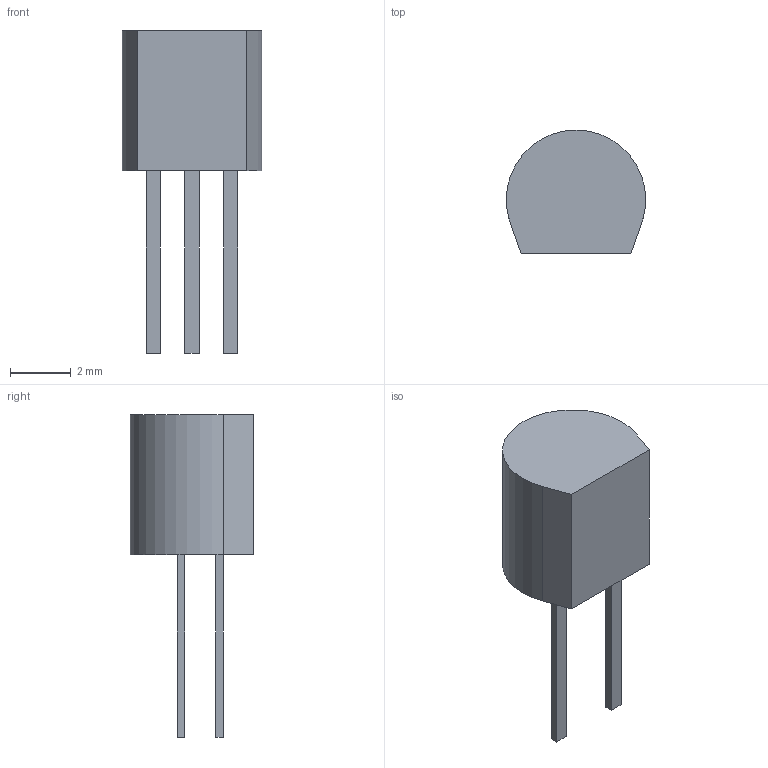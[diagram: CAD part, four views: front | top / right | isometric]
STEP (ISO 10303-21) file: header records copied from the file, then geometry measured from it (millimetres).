
FILE_DESCRIPTION(('FreeCAD Model'),'2;1');
FILE_NAME('Transistor_TO-92.step','2021-02-15T21:58:28',('Author'),(''), 'Open CASCADE STEP processor 7.3','FreeCAD','Unknown');
FILE_SCHEMA(('AUTOMOTIVE_DESIGN { 1 0 10303 214 1 1 1 1 }'));
Length unit declared in the file: millimetre
Products named in the file (1): Transistor_TO-92
Bounding box: 4.58 x 4.06 x 10.6 mm (x, y, z)
Volume: 74.1 mm3; surface area: 124.2 mm2
Topology: 4 solids, 4 shells, 24 faces, 48 edges, 32 vertices
Faces by surface type: plane 23, cylinder 1
Entity records: 1414 total; most frequent: CARTESIAN_POINT 201, DIRECTION 196, LINE 140, VECTOR 140, ORIENTED_EDGE 96, PCURVE 96, DEFINITIONAL_REPRESENTATION 96, EDGE_CURVE 48
